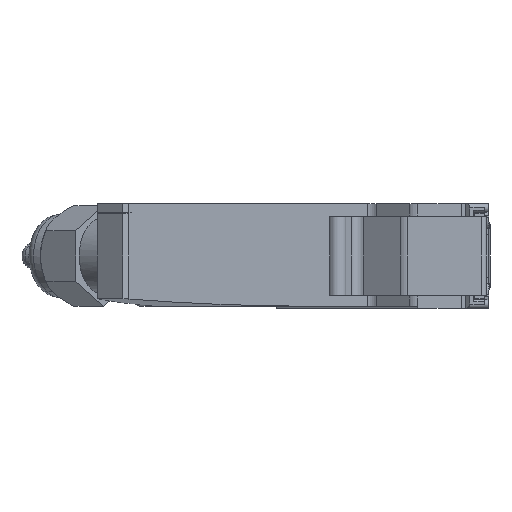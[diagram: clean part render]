
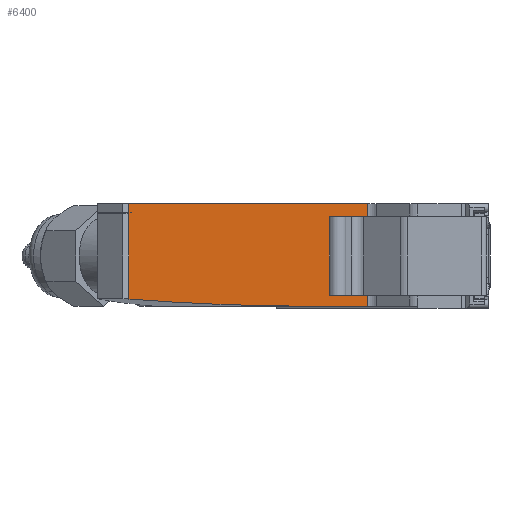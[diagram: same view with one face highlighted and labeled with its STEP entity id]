
A CAD part, left-side view. The second image highlights one B-rep face of the part: STEP entity #6400.
In plain terms, the highlighted face is planar.
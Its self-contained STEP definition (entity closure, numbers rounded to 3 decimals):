
#5670=CARTESIAN_POINT('',(-225.554,218.322,
47.166));
#5680=DIRECTION('',(0.,-1.,0.));
#5690=DIRECTION('',(1.,0.,0.));
#5700=AXIS2_PLACEMENT_3D('',#5670,#5680,#5690);
#5710=PLANE('',#5700);
#5720=CARTESIAN_POINT('',(-215.161,218.322,0.));
#5730=DIRECTION('',(0.,0.,-1.));
#5740=VECTOR('',#5730,1.);
#5750=LINE('',#5720,#5740);
#5760=CARTESIAN_POINT('',(-215.161,218.322,55.596))
;
#5770=VERTEX_POINT('',#5760);
#5780=CARTESIAN_POINT('',(-215.161,218.322,55.074)
);
#5790=VERTEX_POINT('',#5780);
#5800=EDGE_CURVE('',#5770,#5790,#5750,.T.);
#5810=ORIENTED_EDGE('',*,*,#5800,.T.);
#5820=CARTESIAN_POINT('',(-213.061,218.322,55.596))
;
#5830=DIRECTION('',(-1.,0.,0.));
#5840=VECTOR('',#5830,1.);
#5850=LINE('',#5820,#5840);
#5860=CARTESIAN_POINT('',(-213.061,218.322,55.596))
;
#5870=VERTEX_POINT('',#5860);
#5880=EDGE_CURVE('',#5870,#5770,#5850,.T.);
#5890=ORIENTED_EDGE('',*,*,#5880,.T.);
#5900=CARTESIAN_POINT('',(-213.061,218.322,0.));
#5910=DIRECTION('',(0.,0.,-1.));
#5920=VECTOR('',#5910,1.);
#5930=LINE('',#5900,#5920);
#5940=CARTESIAN_POINT('',(-213.061,218.322,0.967
));
#5950=VERTEX_POINT('',#5940);
#5960=EDGE_CURVE('',#5870,#5950,#5930,.T.);
#5970=ORIENTED_EDGE('',*,*,#5960,.F.);
#5980=CARTESIAN_POINT('',(-225.561,218.322,0.967
));
#5990=DIRECTION('',(1.,0.,0.));
#6000=VECTOR('',#5990,1.);
#6010=LINE('',#5980,#6000);
#6020=CARTESIAN_POINT('',(-236.561,218.322,0.967
));
#6030=VERTEX_POINT('',#6020);
#6040=EDGE_CURVE('',#6030,#5950,#6010,.T.);
#6050=ORIENTED_EDGE('',*,*,#6040,.T.);
#6060=CARTESIAN_POINT('',(-236.561,218.322,0.));
#6070=DIRECTION('',(0.,0.,1.));
#6080=VECTOR('',#6070,1.);
#6090=LINE('',#6060,#6080);
#6100=CARTESIAN_POINT('',(-236.561,218.322,12.942)
);
#6110=VERTEX_POINT('',#6100);
#6120=EDGE_CURVE('',#6030,#6110,#6090,.T.);
#6130=ORIENTED_EDGE('',*,*,#6120,.F.);
#6140=CARTESIAN_POINT('',(-6.561,218.322,
12.942));
#6150=DIRECTION('',(0.,-1.,0.));
#6160=DIRECTION('',(0.,0.,1.));
#6170=AXIS2_PLACEMENT_3D('',#6140,#6150,#6160);
#6180=ELLIPSE('',#6170,357.816,230.);
#6190=CARTESIAN_POINT('',(-234.921,218.322,
55.596));
#6200=VERTEX_POINT('',#6190);
#6210=EDGE_CURVE('',#6200,#6110,#6180,.T.);
#6220=ORIENTED_EDGE('',*,*,#6210,.T.);
#6230=CARTESIAN_POINT('',(0.,218.322,55.596));
#6240=DIRECTION('',(-1.,0.,0.));
#6250=VECTOR('',#6240,1.);
#6260=LINE('',#6230,#6250);
#6270=CARTESIAN_POINT('',(-215.201,218.322,
55.596));
#6280=VERTEX_POINT('',#6270);
#6290=EDGE_CURVE('',#6280,#6200,#6260,.T.);
#6300=ORIENTED_EDGE('',*,*,#6290,.T.);
#6310=CARTESIAN_POINT('',(-443.561,218.322,12.942))
;
#6320=DIRECTION('',(0.,-1.,0.));
#6330=DIRECTION('',(0.,0.,1.));
#6340=AXIS2_PLACEMENT_3D('',#6310,#6320,#6330);
#6350=ELLIPSE('',#6340,357.816,230.);
#6360=EDGE_CURVE('',#5790,#6280,#6350,.T.);
#6370=ORIENTED_EDGE('',*,*,#6360,.T.);
#6380=EDGE_LOOP('',(#6370,#6300,#6220,#6130,#6050,#5970,#5890,#5810));
#6390=FACE_OUTER_BOUND('',#6380,.T.);
#6400=ADVANCED_FACE('',(#6390),#5710,.T.);
